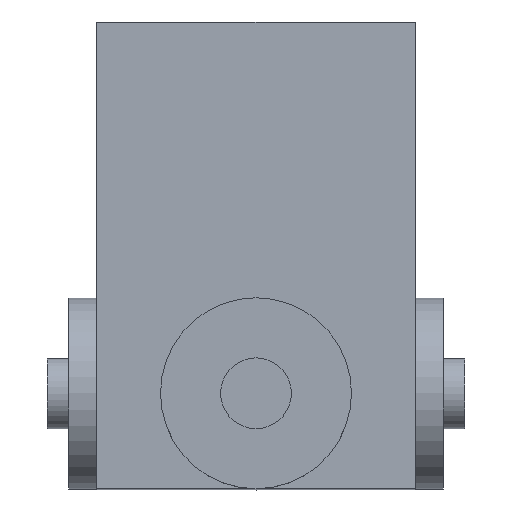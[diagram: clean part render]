
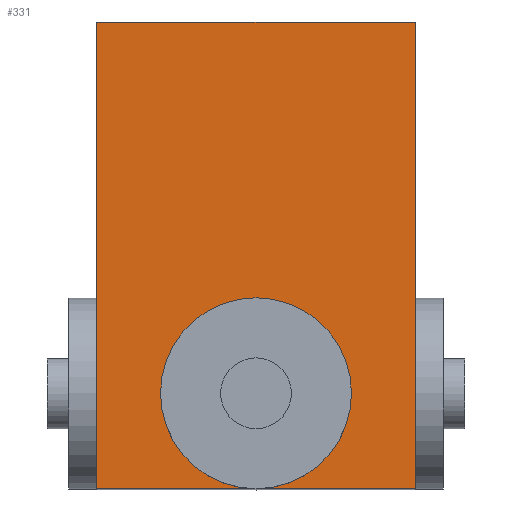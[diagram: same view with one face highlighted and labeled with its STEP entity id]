
A CAD part, top view. The second image highlights one B-rep face of the part: STEP entity #331.
In plain terms, the highlighted planar face has unit normal (0, 0, 1).
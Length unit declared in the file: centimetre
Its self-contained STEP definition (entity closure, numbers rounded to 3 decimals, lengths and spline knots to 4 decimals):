
#27=PLANE('',#382);
#47=FACE_OUTER_BOUND('',#72,.T.);
#72=EDGE_LOOP('',(#271,#272,#273,#274,#275,#276,#277));
#87=LINE('',#537,#111);
#92=LINE('',#555,#116);
#97=LINE('',#575,#121);
#98=LINE('',#576,#122);
#99=LINE('',#577,#123);
#111=VECTOR('',#431,1.);
#116=VECTOR('',#448,1.);
#121=VECTOR('',#473,1.);
#122=VECTOR('',#474,1.);
#123=VECTOR('',#475,1.);
#141=CIRCLE('',#378,1.35);
#143=CIRCLE('',#380,1.35);
#158=VERTEX_POINT('',#534);
#159=VERTEX_POINT('',#536);
#165=VERTEX_POINT('',#552);
#166=VERTEX_POINT('',#554);
#169=VERTEX_POINT('',#566);
#170=VERTEX_POINT('',#567);
#190=EDGE_CURVE('',#158,#159,#87,.T.);
#198=EDGE_CURVE('',#165,#166,#92,.T.);
#204=EDGE_CURVE('',#169,#170,#141,.T.);
#207=EDGE_CURVE('',#170,#169,#143,.T.);
#208=EDGE_CURVE('',#159,#165,#97,.T.);
#209=EDGE_CURVE('',#169,#158,#98,.T.);
#210=EDGE_CURVE('',#166,#169,#99,.T.);
#271=ORIENTED_EDGE('',*,*,#208,.F.);
#272=ORIENTED_EDGE('',*,*,#190,.F.);
#273=ORIENTED_EDGE('',*,*,#209,.F.);
#274=ORIENTED_EDGE('',*,*,#207,.F.);
#275=ORIENTED_EDGE('',*,*,#204,.F.);
#276=ORIENTED_EDGE('',*,*,#210,.F.);
#277=ORIENTED_EDGE('',*,*,#198,.F.);
#331=ADVANCED_FACE('',(#47),#27,.F.);
#378=AXIS2_PLACEMENT_3D('',#568,#462,#463);
#380=AXIS2_PLACEMENT_3D('',#572,#467,#468);
#382=AXIS2_PLACEMENT_3D('',#574,#471,#472);
#431=DIRECTION('',(0.,1.,0.));
#448=DIRECTION('',(0.,-1.,0.));
#462=DIRECTION('center_axis',(0.,0.,
1.));
#463=DIRECTION('ref_axis',(1.,0.,0.));
#467=DIRECTION('center_axis',(0.,0.,
1.));
#468=DIRECTION('ref_axis',(1.,0.,0.));
#471=DIRECTION('center_axis',(0.,0.,
-1.));
#472=DIRECTION('ref_axis',(-1.,0.,0.));
#473=DIRECTION('',(1.,0.,0.));
#474=DIRECTION('',(-1.,0.,0.));
#475=DIRECTION('',(-1.,0.,0.));
#534=CARTESIAN_POINT('',(-41.95,3.15,12.1));
#536=CARTESIAN_POINT('',(-41.95,9.75,12.1));
#537=CARTESIAN_POINT('',(-41.95,9.75,12.1));
#552=CARTESIAN_POINT('',(-37.45,9.75,12.1));
#554=CARTESIAN_POINT('',(-37.45,3.15,12.1));
#555=CARTESIAN_POINT('',(-37.45,3.15,12.1));
#566=CARTESIAN_POINT('',(-39.7,3.15,12.1));
#567=CARTESIAN_POINT('',(-41.05,4.5,12.1));
#568=CARTESIAN_POINT('Origin',(-39.7,4.5,12.1));
#572=CARTESIAN_POINT('Origin',(-39.7,4.5,12.1));
#574=CARTESIAN_POINT('Origin',(-39.7,6.45,12.1));
#575=CARTESIAN_POINT('',(-37.45,9.75,12.1));
#576=CARTESIAN_POINT('',(-41.95,3.15,12.1));
#577=CARTESIAN_POINT('',(-41.95,3.15,12.1));
